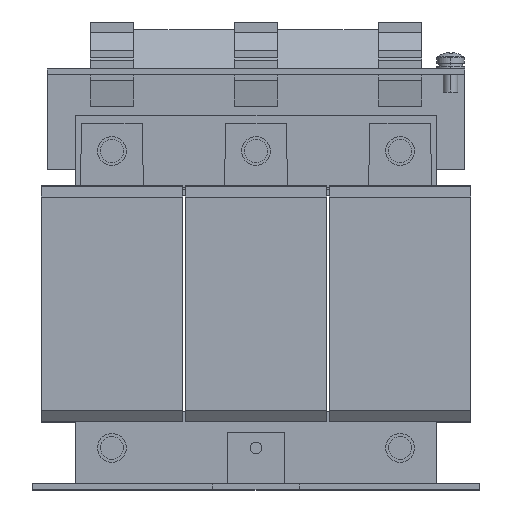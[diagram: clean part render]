
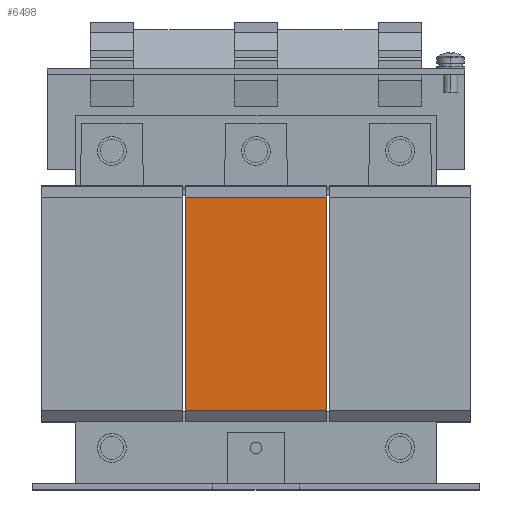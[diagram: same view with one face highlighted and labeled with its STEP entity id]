
A CAD part, top view. The second image highlights one B-rep face of the part: STEP entity #6498.
In plain terms, the highlighted planar face has unit normal (0, 0, 1).
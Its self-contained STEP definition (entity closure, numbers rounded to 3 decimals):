
#167 = LINE ( 'NONE', #17594, #14162 ) ;
#761 = CARTESIAN_POINT ( 'NONE',  ( 24.5, 101.5, 29. ) ) ;
#1639 = DIRECTION ( 'NONE',  ( -1., 0., 0. ) ) ;
#1757 = DIRECTION ( 'NONE',  ( 0., -1., 0. ) ) ;
#3039 = VERTEX_POINT ( 'NONE', #12574 ) ;
#3383 = CARTESIAN_POINT ( 'NONE',  ( -24.5, 27.5, 29. ) ) ;
#5308 = PLANE ( 'NONE',  #17746 ) ;
#5379 = DIRECTION ( 'NONE',  ( 0., 0., -1. ) ) ;
#5543 = VERTEX_POINT ( 'NONE', #11417 ) ;
#5906 = EDGE_CURVE ( 'Defeature ausgef�hrt1_310+Defeature ausgef�hrt1_311+Defeature ausgef�hrt1_291+Defeature ausgef�hrt1_290', #5543, #19681, #17713, .T. ) ;
#6086 = ORIENTED_EDGE ( 'NONE', *, *, #5906, .F. ) ;
#6498 = ADVANCED_FACE ( 'Defeature ausgef�hrt1_311', ( #13827 ), #5308, .F. ) ;
#9156 = VERTEX_POINT ( 'NONE', #761 ) ;
#9965 = EDGE_CURVE ( 'Defeature ausgef�hrt1_291+Defeature ausgef�hrt1_311+Defeature ausgef�hrt1_312+Defeature ausgef�hrt1_310', #9156, #5543, #167, .T. ) ;
#11417 = CARTESIAN_POINT ( 'NONE',  ( 24.5, 27.5, 29. ) ) ;
#12003 = ORIENTED_EDGE ( 'NONE', *, *, #16044, .T. ) ;
#12193 = ORIENTED_EDGE ( 'NONE', *, *, #9965, .F. ) ;
#12574 = CARTESIAN_POINT ( 'NONE',  ( -24.5, 101.5, 29. ) ) ;
#12605 = CARTESIAN_POINT ( 'NONE',  ( 24.5, 101.5, 29. ) ) ;
#13827 = FACE_OUTER_BOUND ( 'NONE', #14058, .T. ) ;
#14058 = EDGE_LOOP ( 'NONE', ( #19224, #6086, #12193, #12003 ) ) ;
#14162 = VECTOR ( 'NONE', #23242, 1000. ) ;
#14909 = CARTESIAN_POINT ( 'NONE',  ( 24.5, 27.5, 29. ) ) ;
#15048 = LINE ( 'NONE', #3383, #22223 ) ;
#16044 = EDGE_CURVE ( 'Defeature ausgef�hrt1_311+Defeature ausgef�hrt1_312+Defeature ausgef�hrt1_291+Defeature ausgef�hrt1_290', #9156, #3039, #23384, .T. ) ;
#17594 = CARTESIAN_POINT ( 'NONE',  ( 24.5, 27.5, 29. ) ) ;
#17713 = LINE ( 'NONE', #14909, #22355 ) ;
#17746 = AXIS2_PLACEMENT_3D ( 'NONE', #18052, #5379, #21934 ) ;
#18052 = CARTESIAN_POINT ( 'NONE',  ( 24.5, 27.5, 29. ) ) ;
#18501 = CARTESIAN_POINT ( 'NONE',  ( -24.5, 27.5, 29. ) ) ;
#19224 = ORIENTED_EDGE ( 'NONE', *, *, #20997, .T. ) ;
#19634 = VECTOR ( 'NONE', #1639, 1000. ) ;
#19681 = VERTEX_POINT ( 'NONE', #18501 ) ;
#20997 = EDGE_CURVE ( 'Defeature ausgef�hrt1_311+Defeature ausgef�hrt1_290+Defeature ausgef�hrt1_312+Defeature ausgef�hrt1_310', #3039, #19681, #15048, .T. ) ;
#21934 = DIRECTION ( 'NONE',  ( -1., 0., 0. ) ) ;
#22223 = VECTOR ( 'NONE', #1757, 1000. ) ;
#22270 = DIRECTION ( 'NONE',  ( -1., 0., 0. ) ) ;
#22355 = VECTOR ( 'NONE', #22270, 1000. ) ;
#23242 = DIRECTION ( 'NONE',  ( 0., -1., 0. ) ) ;
#23384 = LINE ( 'NONE', #12605, #19634 ) ;
